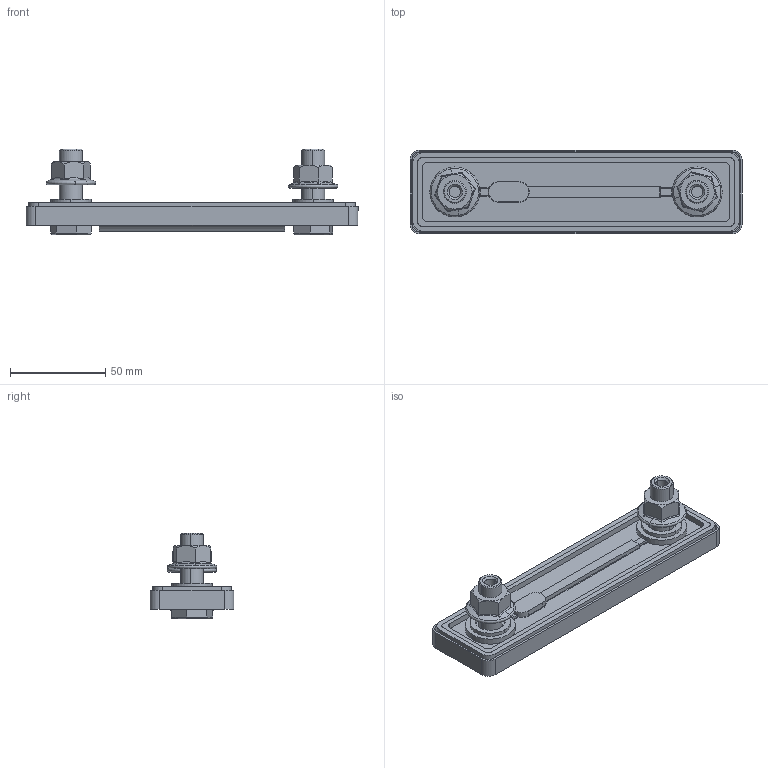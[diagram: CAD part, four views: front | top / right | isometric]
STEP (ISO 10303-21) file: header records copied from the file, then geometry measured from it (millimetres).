
FILE_DESCRIPTION(/* description */ ('Unknown'),/* implementation_level */ '2;1');
FILE_NAME(/* name */ 'OF.10300-001',/* time_stamp */ '2023-07-27T08:59:13+02:00',/* author */ ('Unknown'),/* organization */ ('Unknown'),/* preprocessor_version */ 'ST-DEVELOPER v18.102',/* originating_system */ 'Solid Edge',/* authorisation */ 'Unknown');
FILE_SCHEMA (('AUTOMOTIVE_DESIGN {1 0 10303 214 3 1 1}'));
Length unit declared in the file: millimetre
Products named in the file (10): 337_LG2T (1); LG2T-SALDATO_0; LG2-PIATTINA_0; LG2-VETRINO_0; LG2-04_0; OR3056_0; DADO-M12-FLG_Hexagon Flange Nut DIN 6923 - M12 - C_0; LG2-GUARN_0; LG2-01_0; BULBO_0
Assembly tree (13 placements, depth 3):
  337_LG2T (1)
    LG2T-SALDATO_0
      LG2-PIATTINA_0
      LG2-VETRINO_0
    LG2-04_0  x2
    OR3056_0  x2
    DADO-M12-FLG_Hexagon Flange Nut DIN 6923 - M12 - C_0  x2
    LG2-GUARN_0  x2
    LG2-01_0
    BULBO_0
Bounding box: 174 x 44 x 45 mm (x, y, z)
Volume: 66263.4 mm3; surface area: 68777.9 mm2
Topology: 12 solids, 12 shells, 350 faces, 823 edges, 506 vertices
Faces by surface type: cylinder 142, plane 115, cone 36, torus 31, bspline 20, sphere 6
Entity records: 9999 total; most frequent: CARTESIAN_POINT 3379, DIRECTION 1372, ORIENTED_EDGE 1294, EDGE_CURVE 647, AXIS2_PLACEMENT_3D 535, VERTEX_POINT 406, EDGE_LOOP 311, FACE_BOUND 311
